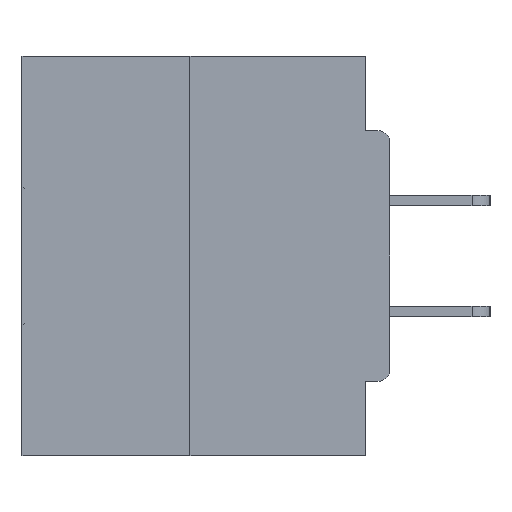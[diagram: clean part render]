
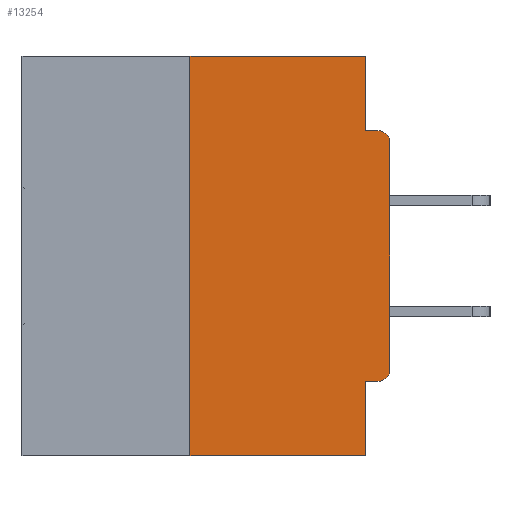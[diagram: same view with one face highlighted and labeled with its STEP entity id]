
A CAD part, left-side view. The second image highlights one B-rep face of the part: STEP entity #13254.
In plain terms, the highlighted planar face has unit normal (-1, 0, 0).
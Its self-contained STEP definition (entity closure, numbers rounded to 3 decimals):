
#913 = VERTEX_POINT('',#914);
#914 = CARTESIAN_POINT('',(0.,6.35,0.));
#920 = EDGE_CURVE('',#913,#921,#923,.T.);
#921 = VERTEX_POINT('',#922);
#922 = CARTESIAN_POINT('',(0.,0.787,0.));
#923 = LINE('',#924,#925);
#924 = CARTESIAN_POINT('',(0.,11.684,0.));
#925 = VECTOR('',#926,1.);
#926 = DIRECTION('',(-0.,-1.,-0.));
#12825 = VERTEX_POINT('',#12826);
#12826 = CARTESIAN_POINT('',(0.,0.,-9.944));
#12843 = VERTEX_POINT('',#12844);
#12844 = CARTESIAN_POINT('',(0.,0.,-2.756));
#12850 = EDGE_CURVE('',#12825,#12843,#12851,.T.);
#12851 = LINE('',#12852,#12853);
#12852 = CARTESIAN_POINT('',(0.,0.,0.));
#12853 = VECTOR('',#12854,1.);
#12854 = DIRECTION('',(-0.,-0.,1.));
#12867 = VERTEX_POINT('',#12868);
#12868 = CARTESIAN_POINT('',(0.,0.787,-10.325));
#12883 = VERTEX_POINT('',#12884);
#12884 = CARTESIAN_POINT('',(0.,0.381,-10.325));
#12890 = EDGE_CURVE('',#12883,#12867,#12891,.T.);
#12891 = LINE('',#12892,#12893);
#12892 = CARTESIAN_POINT('',(0.,0.,-10.325));
#12893 = VECTOR('',#12894,1.);
#12894 = DIRECTION('',(0.,1.,0.));
#12905 = VERTEX_POINT('',#12906);
#12906 = CARTESIAN_POINT('',(0.,0.381,-2.375));
#12923 = VERTEX_POINT('',#12924);
#12924 = CARTESIAN_POINT('',(0.,0.787,-2.375));
#12930 = EDGE_CURVE('',#12923,#12905,#12931,.T.);
#12931 = LINE('',#12932,#12933);
#12932 = CARTESIAN_POINT('',(0.,0.,-2.375));
#12933 = VECTOR('',#12934,1.);
#12934 = DIRECTION('',(-0.,-1.,-0.));
#12953 = EDGE_CURVE('',#12883,#12825,#12954,.T.);
#12954 = CIRCLE('',#12955,0.381);
#12955 = AXIS2_PLACEMENT_3D('',#12956,#12957,#12958);
#12956 = CARTESIAN_POINT('',(0.,0.381,-9.944));
#12957 = DIRECTION('',(-1.,0.,-0.));
#12958 = DIRECTION('',(0.,0.,-1.));
#12977 = EDGE_CURVE('',#12843,#12905,#12978,.T.);
#12978 = CIRCLE('',#12979,0.381);
#12979 = AXIS2_PLACEMENT_3D('',#12980,#12981,#12982);
#12980 = CARTESIAN_POINT('',(0.,0.381,-2.756));
#12981 = DIRECTION('',(-1.,0.,-0.));
#12982 = DIRECTION('',(0.,0.,-1.));
#13254 = ADVANCED_FACE('',(#13255),#13291,.F.);
#13255 = FACE_BOUND('',#13256,.T.);
#13256 = EDGE_LOOP('',(#13257,#13258,#13266,#13274,#13280,#13281,#13282,
    #13283,#13284,#13285));
#13257 = ORIENTED_EDGE('',*,*,#920,.F.);
#13258 = ORIENTED_EDGE('',*,*,#13259,.F.);
#13259 = EDGE_CURVE('',#13260,#913,#13262,.T.);
#13260 = VERTEX_POINT('',#13261);
#13261 = CARTESIAN_POINT('',(0.,6.35,-12.7));
#13262 = LINE('',#13263,#13264);
#13263 = CARTESIAN_POINT('',(0.,6.35,0.));
#13264 = VECTOR('',#13265,1.);
#13265 = DIRECTION('',(-0.,-0.,1.));
#13266 = ORIENTED_EDGE('',*,*,#13267,.T.);
#13267 = EDGE_CURVE('',#13260,#13268,#13270,.T.);
#13268 = VERTEX_POINT('',#13269);
#13269 = CARTESIAN_POINT('',(0.,0.787,-12.7));
#13270 = LINE('',#13271,#13272);
#13271 = CARTESIAN_POINT('',(0.,11.684,-12.7));
#13272 = VECTOR('',#13273,1.);
#13273 = DIRECTION('',(-0.,-1.,-0.));
#13274 = ORIENTED_EDGE('',*,*,#13275,.F.);
#13275 = EDGE_CURVE('',#12867,#13268,#13276,.T.);
#13276 = LINE('',#13277,#13278);
#13277 = CARTESIAN_POINT('',(0.,0.787,-12.7));
#13278 = VECTOR('',#13279,1.);
#13279 = DIRECTION('',(-0.,-0.,-1.));
#13280 = ORIENTED_EDGE('',*,*,#12890,.F.);
#13281 = ORIENTED_EDGE('',*,*,#12953,.T.);
#13282 = ORIENTED_EDGE('',*,*,#12850,.T.);
#13283 = ORIENTED_EDGE('',*,*,#12977,.T.);
#13284 = ORIENTED_EDGE('',*,*,#12930,.F.);
#13285 = ORIENTED_EDGE('',*,*,#13286,.F.);
#13286 = EDGE_CURVE('',#921,#12923,#13287,.T.);
#13287 = LINE('',#13288,#13289);
#13288 = CARTESIAN_POINT('',(0.,0.787,0.));
#13289 = VECTOR('',#13290,1.);
#13290 = DIRECTION('',(0.,0.,-1.));
#13291 = PLANE('',#13292);
#13292 = AXIS2_PLACEMENT_3D('',#13293,#13294,#13295);
#13293 = CARTESIAN_POINT('',(0.,11.684,0.));
#13294 = DIRECTION('',(1.,-0.,0.));
#13295 = DIRECTION('',(0.,0.,-1.));
